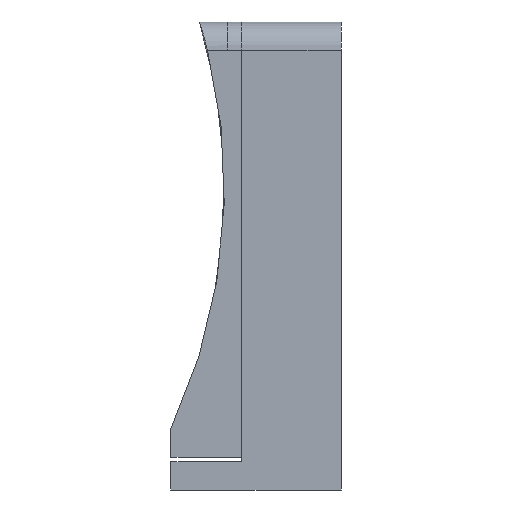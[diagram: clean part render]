
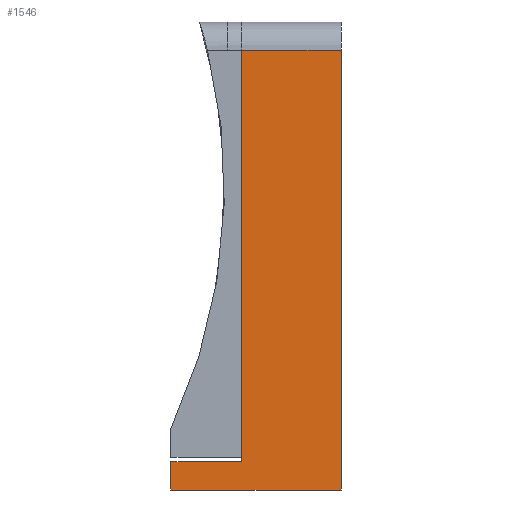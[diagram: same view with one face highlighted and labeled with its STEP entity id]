
A CAD part, left-side view. The second image highlights one B-rep face of the part: STEP entity #1546.
In plain terms, the highlighted planar face has unit normal (-1, 0, 0).
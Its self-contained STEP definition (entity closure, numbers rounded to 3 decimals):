
#46 = VERTEX_POINT ( 'NONE', #2152 ) ;
#63 = AXIS2_PLACEMENT_3D ( 'NONE', #1946, #2868, #583 ) ;
#139 = ORIENTED_EDGE ( 'NONE', *, *, #541, .F. ) ;
#212 = LINE ( 'NONE', #1607, #2401 ) ;
#240 = LINE ( 'NONE', #1138, #1874 ) ;
#299 = VECTOR ( 'NONE', #1224, 1000. ) ;
#334 = LINE ( 'NONE', #1006, #299 ) ;
#404 = CARTESIAN_POINT ( 'NONE',  ( 0., 7., -2. ) ) ;
#510 = CARTESIAN_POINT ( 'NONE',  ( 0., 7., -2. ) ) ;
#513 = CARTESIAN_POINT ( 'NONE',  ( 0., 0., 0. ) ) ;
#541 = EDGE_CURVE ( 'NONE', #1243, #1159, #212, .T. ) ;
#583 = DIRECTION ( 'NONE',  ( 0., 0., -1. ) ) ;
#727 = LINE ( 'NONE', #510, #1778 ) ;
#893 = EDGE_CURVE ( 'NONE', #46, #1140, #2781, .T. ) ;
#983 = DIRECTION ( 'NONE',  ( 0., 0., 1. ) ) ;
#993 = PLANE ( 'NONE',  #63 ) ;
#1006 = CARTESIAN_POINT ( 'NONE',  ( 0., 7., -33. ) ) ;
#1051 = ORIENTED_EDGE ( 'NONE', *, *, #1470, .T. ) ;
#1113 = CARTESIAN_POINT ( 'NONE',  ( 0., 7., 0. ) ) ;
#1138 = CARTESIAN_POINT ( 'NONE',  ( 0., 12., -31. ) ) ;
#1140 = VERTEX_POINT ( 'NONE', #404 ) ;
#1157 = DIRECTION ( 'NONE',  ( 0., -1., 0. ) ) ;
#1159 = VERTEX_POINT ( 'NONE', #1472 ) ;
#1182 = LINE ( 'NONE', #513, #2267 ) ;
#1224 = DIRECTION ( 'NONE',  ( 0., -1., 0. ) ) ;
#1243 = VERTEX_POINT ( 'NONE', #2010 ) ;
#1296 = EDGE_LOOP ( 'NONE', ( #1592, #1051, #1694, #1807, #139, #2122 ) ) ;
#1423 = DIRECTION ( 'NONE',  ( 0., 1., 0. ) ) ;
#1470 = EDGE_CURVE ( 'NONE', #2936, #1140, #727, .T. ) ;
#1472 = CARTESIAN_POINT ( 'NONE',  ( 0., 12., -31. ) ) ;
#1529 = EDGE_CURVE ( 'NONE', #1243, #1721, #334, .T. ) ;
#1546 = ADVANCED_FACE ( 'NONE', ( #2157 ), #993, .F. ) ;
#1592 = ORIENTED_EDGE ( 'NONE', *, *, #2380, .T. ) ;
#1607 = CARTESIAN_POINT ( 'NONE',  ( 0., 12., -33. ) ) ;
#1694 = ORIENTED_EDGE ( 'NONE', *, *, #893, .F. ) ;
#1721 = VERTEX_POINT ( 'NONE', #2855 ) ;
#1778 = VECTOR ( 'NONE', #1423, 1000. ) ;
#1807 = ORIENTED_EDGE ( 'NONE', *, *, #2108, .F. ) ;
#1872 = CARTESIAN_POINT ( 'NONE',  ( 0., 0., -2. ) ) ;
#1874 = VECTOR ( 'NONE', #1157, 1000. ) ;
#1946 = CARTESIAN_POINT ( 'NONE',  ( 0., 7., 0. ) ) ;
#2010 = CARTESIAN_POINT ( 'NONE',  ( 0., 12., -33. ) ) ;
#2108 = EDGE_CURVE ( 'NONE', #1159, #46, #240, .T. ) ;
#2122 = ORIENTED_EDGE ( 'NONE', *, *, #1529, .T. ) ;
#2152 = CARTESIAN_POINT ( 'NONE',  ( 0., 7., -31. ) ) ;
#2157 = FACE_OUTER_BOUND ( 'NONE', #1296, .T. ) ;
#2267 = VECTOR ( 'NONE', #983, 1000. ) ;
#2299 = DIRECTION ( 'NONE',  ( 0., 0., 1. ) ) ;
#2380 = EDGE_CURVE ( 'NONE', #1721, #2936, #1182, .T. ) ;
#2401 = VECTOR ( 'NONE', #2969, 1000. ) ;
#2620 = VECTOR ( 'NONE', #2299, 1000. ) ;
#2781 = LINE ( 'NONE', #1113, #2620 ) ;
#2855 = CARTESIAN_POINT ( 'NONE',  ( 0., 0., -33. ) ) ;
#2868 = DIRECTION ( 'NONE',  ( 1., 0., 0. ) ) ;
#2936 = VERTEX_POINT ( 'NONE', #1872 ) ;
#2969 = DIRECTION ( 'NONE',  ( 0., 0., 1. ) ) ;
